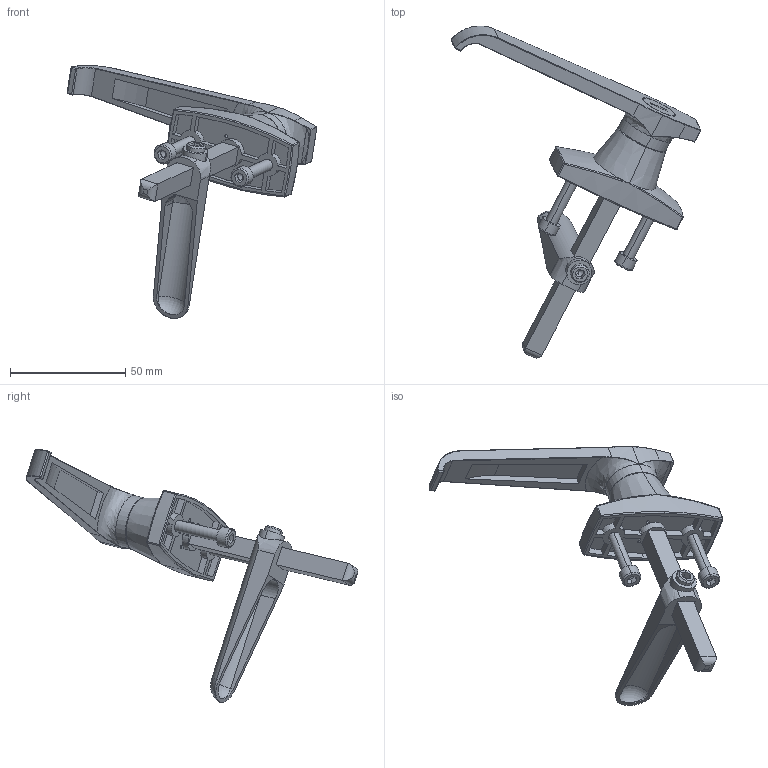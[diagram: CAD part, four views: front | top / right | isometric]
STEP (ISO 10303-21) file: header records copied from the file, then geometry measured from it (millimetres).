
FILE_DESCRIPTION (( 'STEP AP203' ), '1' );
FILE_NAME ('7.32.30.30.STEP', '2014-11-05T05:27:09', ( 'USER' ), ( 'Microsoft' ), 'SwSTEP 2.0', 'SolidWorks 2012', '' );
FILE_SCHEMA (( 'CONFIG_CONTROL_DESIGN' ));
Length unit declared in the file: millimetre
Products named in the file (1): 7.32.30.30
Bounding box: 108.41 x 144.03 x 109.83 mm (x, y, z)
Surface area: 22695.7 mm2 (no closed solid volume)
Topology: 0 solids, 8 shells, 255 faces, 692 edges, 415 vertices
Faces by surface type: cylinder 88, plane 85, bspline 38, torus 23, cone 12, sphere 9
Entity records: 9645 total; most frequent: CARTESIAN_POINT 3578, DIRECTION 1233, ORIENTED_EDGE 1208, EDGE_CURVE 671, AXIS2_PLACEMENT_3D 460, VERTEX_POINT 415, LINE 313, VECTOR 313
